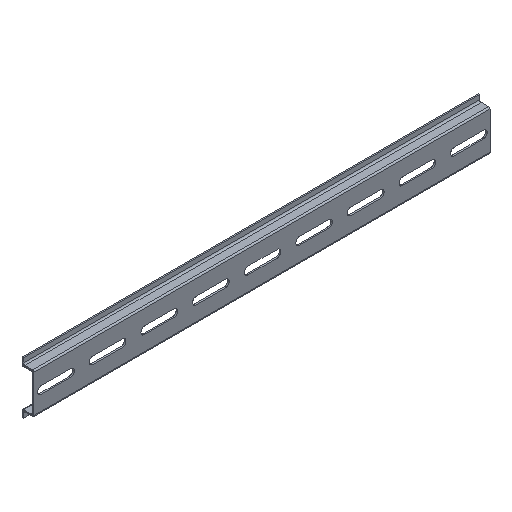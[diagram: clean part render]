
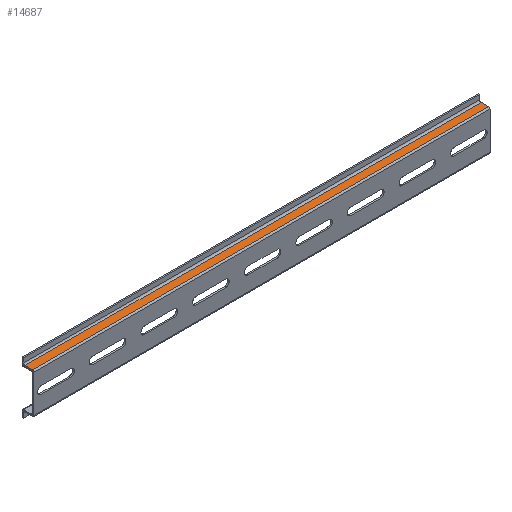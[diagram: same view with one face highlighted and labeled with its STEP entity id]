
A CAD part, isometric view. The second image highlights one B-rep face of the part: STEP entity #14687.
In plain terms, the highlighted planar face has unit normal (0, 0, 1).
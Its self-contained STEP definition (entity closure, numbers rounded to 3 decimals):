
#96 = DIRECTION ( 'NONE',  ( 1., 0., 0. ) ) ;
#1122 = VERTEX_POINT ( 'NONE', #7139 ) ;
#1411 = EDGE_CURVE ( 'NONE', #1122, #20561, #8077, .T. ) ;
#1741 = VECTOR ( 'NONE', #2755, 1000. ) ;
#2423 = CARTESIAN_POINT ( 'NONE',  ( -304.8, 0., 13.5 ) ) ;
#2755 = DIRECTION ( 'NONE',  ( 0., -1., 0. ) ) ;
#4549 = EDGE_CURVE ( 'NONE', #11156, #6212, #19498, .T. ) ;
#4902 = CARTESIAN_POINT ( 'NONE',  ( -304.8, 1., 13.5 ) ) ;
#6212 = VERTEX_POINT ( 'NONE', #8253 ) ;
#7139 = CARTESIAN_POINT ( 'NONE',  ( 0., 6., 13.5 ) ) ;
#7208 = CARTESIAN_POINT ( 'NONE',  ( -304.8, 0., 13.5 ) ) ;
#7332 = DIRECTION ( 'NONE',  ( 1., 0., 0. ) ) ;
#7448 = EDGE_LOOP ( 'NONE', ( #11811, #17611, #15220, #14647 ) ) ;
#8077 = LINE ( 'NONE', #14547, #10054 ) ;
#8253 = CARTESIAN_POINT ( 'NONE',  ( 0., 1., 13.5 ) ) ;
#10054 = VECTOR ( 'NONE', #15297, 1000. ) ;
#11156 = VERTEX_POINT ( 'NONE', #12392 ) ;
#11811 = ORIENTED_EDGE ( 'NONE', *, *, #11951, .T. ) ;
#11951 = EDGE_CURVE ( 'NONE', #20561, #11156, #18598, .T. ) ;
#12192 = VECTOR ( 'NONE', #16679, 1000. ) ;
#12242 = AXIS2_PLACEMENT_3D ( 'NONE', #2423, #17014, #7332 ) ;
#12392 = CARTESIAN_POINT ( 'NONE',  ( -304.8, 1., 13.5 ) ) ;
#14167 = VECTOR ( 'NONE', #96, 1000. ) ;
#14547 = CARTESIAN_POINT ( 'NONE',  ( -304.8, 6., 13.5 ) ) ;
#14647 = ORIENTED_EDGE ( 'NONE', *, *, #1411, .T. ) ;
#14687 = ADVANCED_FACE ( 'NONE', ( #20323 ), #17332, .T. ) ;
#15220 = ORIENTED_EDGE ( 'NONE', *, *, #18467, .F. ) ;
#15297 = DIRECTION ( 'NONE',  ( -1., 0., 0. ) ) ;
#16679 = DIRECTION ( 'NONE',  ( 0., -1., 0. ) ) ;
#17014 = DIRECTION ( 'NONE',  ( 0., 0., 1. ) ) ;
#17023 = CARTESIAN_POINT ( 'NONE',  ( 0., 0., 13.5 ) ) ;
#17332 = PLANE ( 'NONE',  #12242 ) ;
#17611 = ORIENTED_EDGE ( 'NONE', *, *, #4549, .T. ) ;
#18467 = EDGE_CURVE ( 'NONE', #1122, #6212, #18945, .T. ) ;
#18598 = LINE ( 'NONE', #7208, #12192 ) ;
#18945 = LINE ( 'NONE', #17023, #1741 ) ;
#19282 = CARTESIAN_POINT ( 'NONE',  ( -304.8, 6., 13.5 ) ) ;
#19498 = LINE ( 'NONE', #4902, #14167 ) ;
#20323 = FACE_OUTER_BOUND ( 'NONE', #7448, .T. ) ;
#20561 = VERTEX_POINT ( 'NONE', #19282 ) ;
